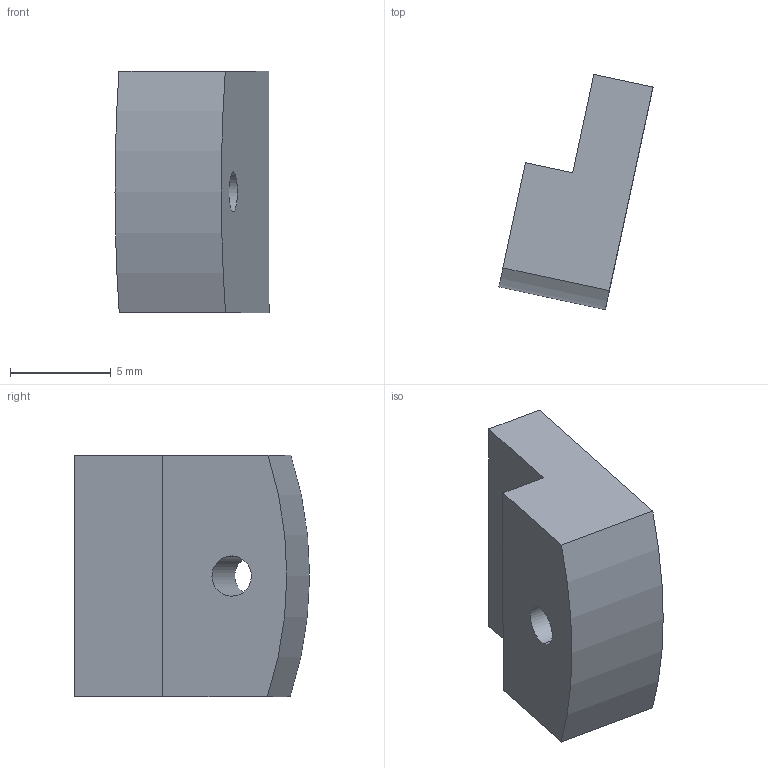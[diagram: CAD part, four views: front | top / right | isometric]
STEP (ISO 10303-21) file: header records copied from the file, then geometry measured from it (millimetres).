
FILE_DESCRIPTION((''),'2;1');
FILE_NAME('SERVOSICHERUNG','2025-04-26T18:46:36',('ZOMBULLI'),('CARL ZEISS'),'CREO PARAMETRIC BY PTC INC, 2024014','CREO PARAMETRIC BY PTC INC, 2024014','');
FILE_SCHEMA(('AUTOMOTIVE_DESIGN { 1 0 10303 214 1 1 1 1 }'));
Length unit declared in the file: millimetre
Products named in the file (1): SERVOSICHERUNG
Bounding box: 7.65 x 11.68 x 12 mm (x, y, z)
Volume: 550.7 mm3; surface area: 509.5 mm2
Topology: 1 solids, 1 shells, 10 faces, 24 edges, 16 vertices
Faces by surface type: plane 7, cylinder 3
Entity records: 492 total; most frequent: COLOUR_RGB 54, CARTESIAN_POINT 53, DIRECTION 52, ORIENTED_EDGE 48, PRESENTATION_STYLE_ASSIGNMENT 25, STYLED_ITEM 25, CURVE_STYLE 24, EDGE_CURVE 24
